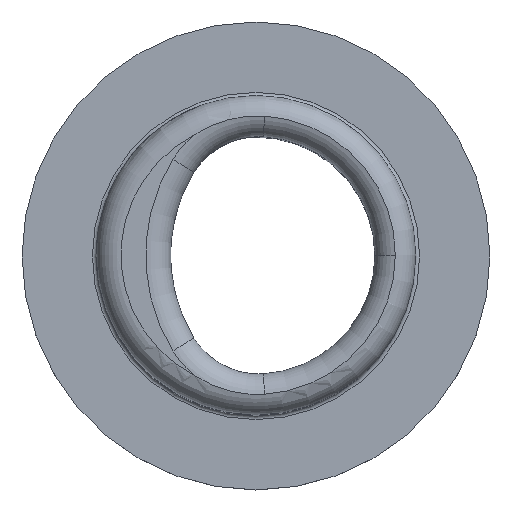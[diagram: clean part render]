
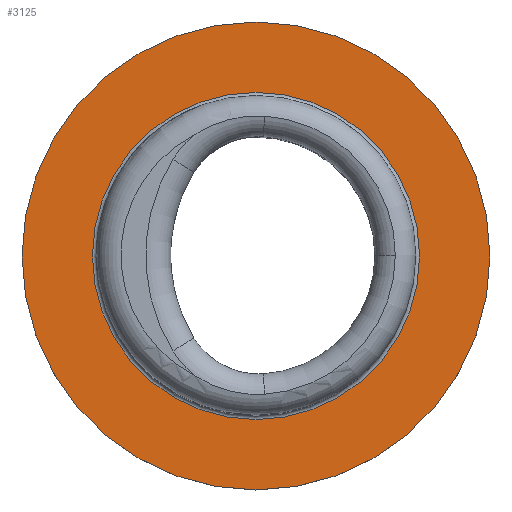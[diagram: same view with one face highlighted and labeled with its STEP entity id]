
A CAD part, top view. The second image highlights one B-rep face of the part: STEP entity #3125.
In plain terms, the highlighted planar face has unit normal (0, 0, 1).
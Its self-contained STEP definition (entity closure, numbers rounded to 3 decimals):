
#3031=CARTESIAN_POINT('',(12.3,0.,-4.5));
#3032=VERTEX_POINT('',#3031);
#3058=CARTESIAN_POINT('',(-12.3,-0.,-4.5));
#3059=VERTEX_POINT('',#3058);
#3060=CARTESIAN_POINT('',(-0.,0.,-4.5));
#3061=DIRECTION('',(0.,0.,-1.));
#3062=DIRECTION('',(-1.,0.,-0.));
#3063=AXIS2_PLACEMENT_3D('',#3060,#3061,#3062);
#3064=CIRCLE('',#3063,12.3);
#3065=EDGE_CURVE('',#3032,#3059,#3064,.T.);
#3067=CARTESIAN_POINT('',(-0.,0.,-4.5));
#3068=DIRECTION('',(0.,0.,-1.));
#3069=DIRECTION('',(-1.,0.,-0.));
#3070=AXIS2_PLACEMENT_3D('',#3067,#3068,#3069);
#3071=CIRCLE('',#3070,12.3);
#3072=EDGE_CURVE('',#3059,#3032,#3071,.T.);
#3105=CARTESIAN_POINT('',(0.,0.,-4.5));
#3106=DIRECTION('',(0.,0.,-1.));
#3107=DIRECTION('',(-1.,0.,-0.));
#3108=AXIS2_PLACEMENT_3D('',#3105,#3106,#3107);
#3109=PLANE('',#3108);
#3110=CARTESIAN_POINT('',(-8.6,-0.,-4.5));
#3111=VERTEX_POINT('',#3110);
#3112=CARTESIAN_POINT('',(-0.,0.,-4.5));
#3113=DIRECTION('',(0.,0.,-1.));
#3114=DIRECTION('',(-1.,0.,-0.));
#3115=AXIS2_PLACEMENT_3D('',#3112,#3113,#3114);
#3116=CIRCLE('',#3115,8.6);
#3117=EDGE_CURVE('',#3111,#3111,#3116,.T.);
#3118=ORIENTED_EDGE('',*,*,#3117,.T.);
#3119=EDGE_LOOP('',(#3118));
#3120=FACE_BOUND('',#3119,.T.);
#3121=ORIENTED_EDGE('',*,*,#3065,.F.);
#3122=ORIENTED_EDGE('',*,*,#3072,.F.);
#3123=EDGE_LOOP('',(#3121,#3122));
#3124=FACE_BOUND('',#3123,.T.);
#3125=ADVANCED_FACE('',(#3120,#3124),#3109,.F.);
